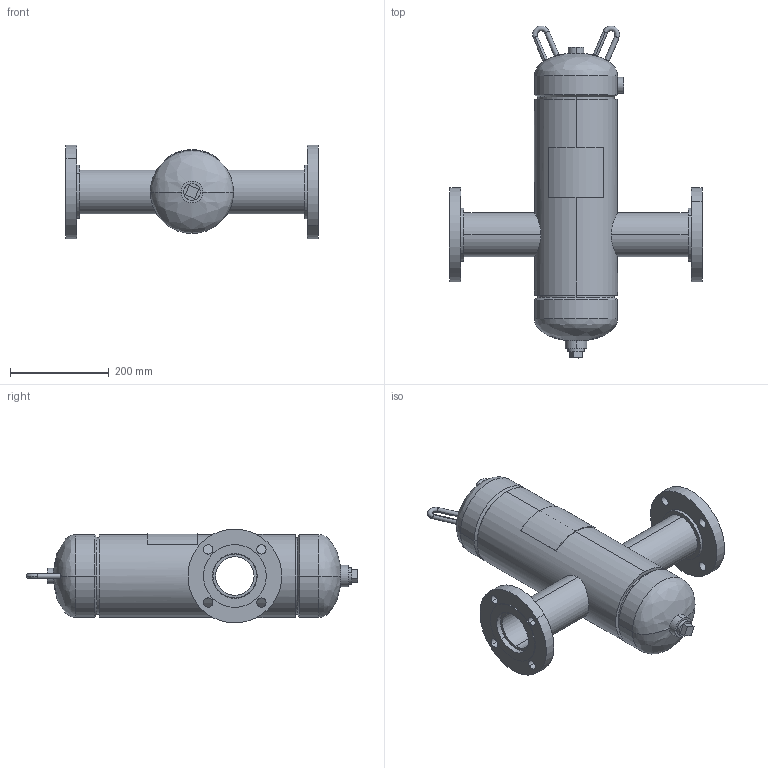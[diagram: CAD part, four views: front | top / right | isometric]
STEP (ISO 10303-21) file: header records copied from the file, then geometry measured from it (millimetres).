
FILE_DESCRIPTION (( 'STEP AP203' ), '1' );
FILE_NAME ('WVAA-3.STEP', '2021-03-11T14:45:51', ( '' ), ( '' ), 'SwSTEP 2.0', 'SolidWorks 2021', '' );
FILE_SCHEMA (( 'CONFIG_CONTROL_DESIGN' ));
Length unit declared in the file: inch
Products named in the file (12): PLUGS_9500150; 9500030; 9500050; 9201550; 9400540_tall; 9600830_6.625" VERT; 99P2836_21.625; WVAA-3; 9301080_7.5; 9400520; 9461060
Assembly tree (16 placements, depth 2):
  WVAA-3
    99P2836_21.625
    9201550
    9201550
    9500030  x2
    9500050
    9301080_7.5  x2
    PLUGS_9500150
    9461060  x2
    9400540_tall  x2
    9400520  x2
    9600830_6.625" VERT
Bounding box: 514.35 x 672.89 x 189.78 mm (x, y, z)
Volume: 3692302.5 mm3; surface area: 1028143.5 mm2
Topology: 16 solids, 16 shells, 173 faces, 386 edges, 252 vertices
Faces by surface type: cylinder 100, plane 51, cone 10, bspline 8, torus 4
Entity records: 6040 total; most frequent: CARTESIAN_POINT 1804, DIRECTION 648, ORIENTED_EDGE 536, AXIS2_PLACEMENT_3D 274, EDGE_CURVE 268, VERTEX_POINT 174, EDGE_LOOP 150, CIRCLE 144
